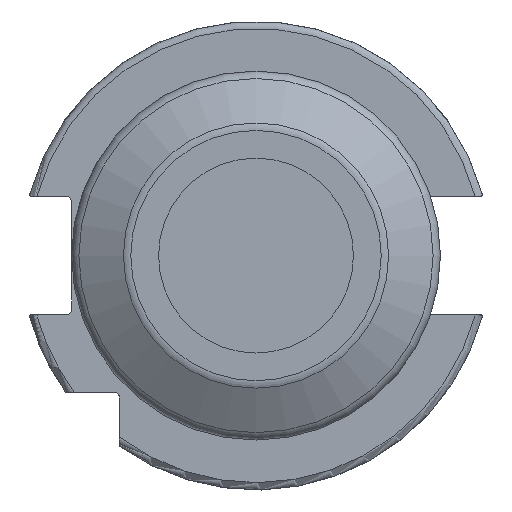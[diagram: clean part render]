
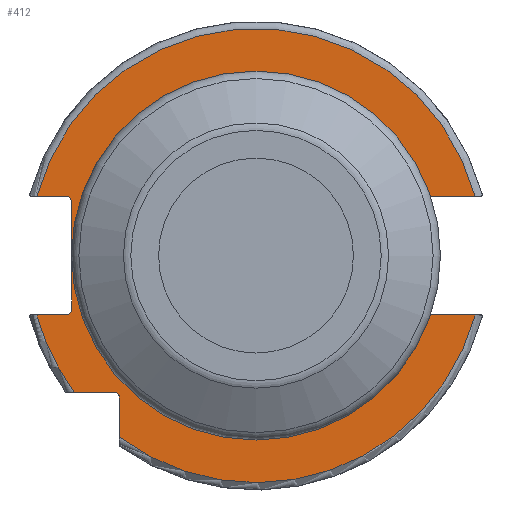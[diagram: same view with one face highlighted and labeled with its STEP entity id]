
A CAD part, left-side view. The second image highlights one B-rep face of the part: STEP entity #412.
In plain terms, the highlighted planar face has unit normal (-1, 0, 0).
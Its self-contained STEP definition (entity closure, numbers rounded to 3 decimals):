
#118=LINE('',#2328,#185);
#119=LINE('',#2333,#186);
#120=LINE('',#2337,#187);
#121=LINE('',#2341,#188);
#122=LINE('',#2345,#189);
#123=LINE('',#2349,#190);
#124=LINE('',#2353,#191);
#125=LINE('',#2357,#192);
#126=LINE('',#2361,#193);
#185=VECTOR('',#1900,1.);
#186=VECTOR('',#1903,1.);
#187=VECTOR('',#1906,1.);
#188=VECTOR('',#1909,1.);
#189=VECTOR('',#1912,1.);
#190=VECTOR('',#1915,1.);
#191=VECTOR('',#1918,1.);
#192=VECTOR('',#1921,1.);
#193=VECTOR('',#1924,1.);
#253=FACE_OUTER_BOUND('',#599,.T.);
#351=PLANE('',#1693);
#412=ADVANCED_FACE('',(#253),#351,.F.);
#599=EDGE_LOOP('',(#724,#725,#726,#727,#728,#729,#730,#731,#732,#733,#734,
#735,#736,#737,#738,#739,#740,#741));
#724=ORIENTED_EDGE('',*,*,#1340,.T.);
#725=ORIENTED_EDGE('',*,*,#1341,.F.);
#726=ORIENTED_EDGE('',*,*,#1342,.T.);
#727=ORIENTED_EDGE('',*,*,#1343,.T.);
#728=ORIENTED_EDGE('',*,*,#1344,.T.);
#729=ORIENTED_EDGE('',*,*,#1345,.F.);
#730=ORIENTED_EDGE('',*,*,#1346,.T.);
#731=ORIENTED_EDGE('',*,*,#1347,.T.);
#732=ORIENTED_EDGE('',*,*,#1348,.T.);
#733=ORIENTED_EDGE('',*,*,#1349,.T.);
#734=ORIENTED_EDGE('',*,*,#1350,.T.);
#735=ORIENTED_EDGE('',*,*,#1351,.F.);
#736=ORIENTED_EDGE('',*,*,#1352,.T.);
#737=ORIENTED_EDGE('',*,*,#1353,.T.);
#738=ORIENTED_EDGE('',*,*,#1354,.T.);
#739=ORIENTED_EDGE('',*,*,#1355,.F.);
#740=ORIENTED_EDGE('',*,*,#1356,.T.);
#741=ORIENTED_EDGE('',*,*,#1357,.T.);
#1176=VERTEX_POINT('',#2329);
#1177=VERTEX_POINT('',#2330);
#1178=VERTEX_POINT('',#2332);
#1179=VERTEX_POINT('',#2334);
#1180=VERTEX_POINT('',#2336);
#1181=VERTEX_POINT('',#2338);
#1182=VERTEX_POINT('',#2340);
#1183=VERTEX_POINT('',#2342);
#1184=VERTEX_POINT('',#2344);
#1185=VERTEX_POINT('',#2346);
#1186=VERTEX_POINT('',#2348);
#1187=VERTEX_POINT('',#2350);
#1188=VERTEX_POINT('',#2352);
#1189=VERTEX_POINT('',#2354);
#1190=VERTEX_POINT('',#2356);
#1191=VERTEX_POINT('',#2358);
#1192=VERTEX_POINT('',#2360);
#1193=VERTEX_POINT('',#2362);
#1340=EDGE_CURVE('',#1176,#1177,#118,.T.);
#1341=EDGE_CURVE('',#1178,#1177,#1572,.T.);
#1342=EDGE_CURVE('',#1178,#1179,#119,.T.);
#1343=EDGE_CURVE('',#1179,#1180,#1573,.T.);
#1344=EDGE_CURVE('',#1180,#1181,#120,.T.);
#1345=EDGE_CURVE('',#1182,#1181,#1574,.T.);
#1346=EDGE_CURVE('',#1182,#1183,#121,.T.);
#1347=EDGE_CURVE('',#1183,#1184,#1575,.T.);
#1348=EDGE_CURVE('',#1184,#1185,#122,.T.);
#1349=EDGE_CURVE('',#1185,#1186,#1576,.T.);
#1350=EDGE_CURVE('',#1186,#1187,#123,.T.);
#1351=EDGE_CURVE('',#1188,#1187,#1577,.T.);
#1352=EDGE_CURVE('',#1188,#1189,#124,.T.);
#1353=EDGE_CURVE('',#1189,#1190,#1578,.T.);
#1354=EDGE_CURVE('',#1190,#1191,#125,.T.);
#1355=EDGE_CURVE('',#1192,#1191,#1579,.T.);
#1356=EDGE_CURVE('',#1192,#1193,#126,.T.);
#1357=EDGE_CURVE('',#1193,#1176,#1580,.T.);
#1572=CIRCLE('',#1684,23.13);
#1573=CIRCLE('',#1685,0.8);
#1574=CIRCLE('',#1686,30.773);
#1575=CIRCLE('',#1687,0.8);
#1576=CIRCLE('',#1688,0.8);
#1577=CIRCLE('',#1689,30.773);
#1578=CIRCLE('',#1690,0.8);
#1579=CIRCLE('',#1691,30.773);
#1580=CIRCLE('',#1692,0.8);
#1684=AXIS2_PLACEMENT_3D('',#2331,#1901,#1902);
#1685=AXIS2_PLACEMENT_3D('',#2335,#1904,#1905);
#1686=AXIS2_PLACEMENT_3D('',#2339,#1907,#1908);
#1687=AXIS2_PLACEMENT_3D('',#2343,#1910,#1911);
#1688=AXIS2_PLACEMENT_3D('',#2347,#1913,#1914);
#1689=AXIS2_PLACEMENT_3D('',#2351,#1916,#1917);
#1690=AXIS2_PLACEMENT_3D('',#2355,#1919,#1920);
#1691=AXIS2_PLACEMENT_3D('',#2359,#1922,#1923);
#1692=AXIS2_PLACEMENT_3D('',#2363,#1925,#1926);
#1693=AXIS2_PLACEMENT_3D('',#2364,#1927,#1928);
#1900=DIRECTION('',(0.,0.,1.));
#1901=DIRECTION('',(-1.,0.,0.));
#1902=DIRECTION('',(0.,0.,1.));
#1903=DIRECTION('',(0.,0.,1.));
#1904=DIRECTION('',(1.,0.,0.));
#1905=DIRECTION('',(0.,0.,-1.));
#1906=DIRECTION('',(0.,-1.,0.));
#1907=DIRECTION('',(1.,0.,0.));
#1908=DIRECTION('',(0.,0.,1.));
#1909=DIRECTION('',(0.,-1.,0.));
#1910=DIRECTION('',(1.,0.,0.));
#1911=DIRECTION('',(0.,0.,-1.));
#1912=DIRECTION('',(0.,0.,-1.));
#1913=DIRECTION('',(1.,0.,0.));
#1914=DIRECTION('',(0.,0.,-1.));
#1915=DIRECTION('',(0.,1.,0.));
#1916=DIRECTION('',(1.,0.,0.));
#1917=DIRECTION('',(0.,0.,1.));
#1918=DIRECTION('',(0.,-1.,0.));
#1919=DIRECTION('',(1.,0.,0.));
#1920=DIRECTION('',(0.,0.,-1.));
#1921=DIRECTION('',(0.,0.,-1.));
#1922=DIRECTION('',(1.,0.,0.));
#1923=DIRECTION('',(0.,0.,1.));
#1924=DIRECTION('',(0.,1.,0.));
#1925=DIRECTION('',(1.,0.,0.));
#1926=DIRECTION('',(0.,0.,-1.));
#1927=DIRECTION('',(1.,0.,0.));
#1928=DIRECTION('',(0.,0.,-1.));
#2328=CARTESIAN_POINT('',(37.9,-22.7,0.));
#2329=CARTESIAN_POINT('',(37.9,-22.7,-7.25));
#2330=CARTESIAN_POINT('',(37.9,-22.7,-4.441));
#2331=CARTESIAN_POINT('',(37.9,0.,0.));
#2332=CARTESIAN_POINT('',(37.9,-22.7,4.441));
#2333=CARTESIAN_POINT('',(37.9,-22.7,0.));
#2334=CARTESIAN_POINT('',(37.9,-22.7,7.25));
#2335=CARTESIAN_POINT('',(37.9,-23.5,7.25));
#2336=CARTESIAN_POINT('',(37.9,-23.5,8.05));
#2337=CARTESIAN_POINT('',(37.9,30.773,8.05));
#2338=CARTESIAN_POINT('',(37.9,-29.701,8.05));
#2339=CARTESIAN_POINT('',(37.9,0.,0.));
#2340=CARTESIAN_POINT('',(37.9,29.701,8.05));
#2341=CARTESIAN_POINT('',(37.9,30.773,8.05));
#2342=CARTESIAN_POINT('',(37.9,25.8,8.05));
#2343=CARTESIAN_POINT('',(37.9,25.8,7.25));
#2344=CARTESIAN_POINT('',(37.9,25.,7.25));
#2345=CARTESIAN_POINT('',(37.9,25.,0.));
#2346=CARTESIAN_POINT('',(37.9,25.,-7.25));
#2347=CARTESIAN_POINT('',(37.9,25.8,-7.25));
#2348=CARTESIAN_POINT('',(37.9,25.8,-8.05));
#2349=CARTESIAN_POINT('',(37.9,30.773,-8.05));
#2350=CARTESIAN_POINT('',(37.9,29.701,-8.05));
#2351=CARTESIAN_POINT('',(37.9,0.,0.));
#2352=CARTESIAN_POINT('',(37.9,24.591,-18.5));
#2353=CARTESIAN_POINT('',(37.9,30.773,-18.5));
#2354=CARTESIAN_POINT('',(37.9,19.3,-18.5));
#2355=CARTESIAN_POINT('',(37.9,19.3,-19.3));
#2356=CARTESIAN_POINT('',(37.9,18.5,-19.3));
#2357=CARTESIAN_POINT('',(37.9,18.5,0.));
#2358=CARTESIAN_POINT('',(37.9,18.5,-24.591));
#2359=CARTESIAN_POINT('',(37.9,0.,0.));
#2360=CARTESIAN_POINT('',(37.9,-29.701,-8.05));
#2361=CARTESIAN_POINT('',(37.9,30.773,-8.05));
#2362=CARTESIAN_POINT('',(37.9,-23.5,-8.05));
#2363=CARTESIAN_POINT('',(37.9,-23.5,-7.25));
#2364=CARTESIAN_POINT('',(37.9,30.773,0.));
